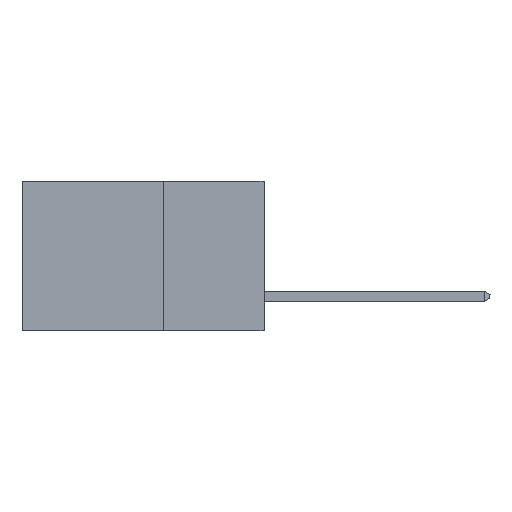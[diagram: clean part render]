
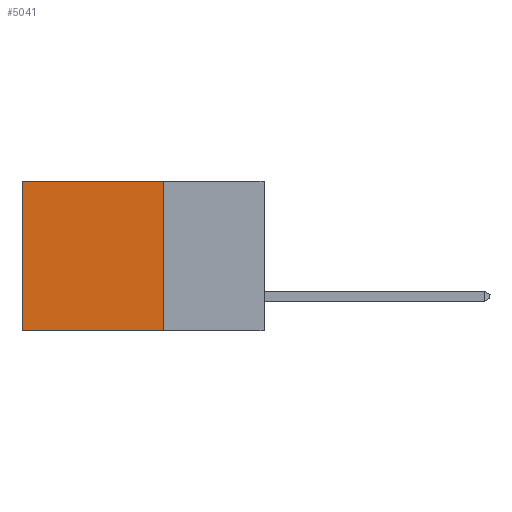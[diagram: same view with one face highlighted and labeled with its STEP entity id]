
A CAD part, left-side view. The second image highlights one B-rep face of the part: STEP entity #5041.
In plain terms, the highlighted planar face has unit normal (-1, 0, 0).
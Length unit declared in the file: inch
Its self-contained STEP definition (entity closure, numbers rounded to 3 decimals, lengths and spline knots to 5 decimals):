
#983 = CARTESIAN_POINT ( 'NONE',  ( 0.298, 0.25, 0. ) ) ;
#1580 = CARTESIAN_POINT ( 'NONE',  ( 0.298, 0.25, 0. ) ) ;
#2273 = DIRECTION ( 'NONE',  ( 0., 1., 0. ) ) ;
#3880 = VERTEX_POINT ( 'NONE', #19355 ) ;
#4466 = AXIS2_PLACEMENT_3D ( 'NONE', #1580, #17048, #11728 ) ;
#4838 = ORIENTED_EDGE ( 'NONE', *, *, #9127, .F. ) ;
#5041 = ADVANCED_FACE ( 'NONE', ( #9015 ), #21885, .F. ) ;
#5116 = CARTESIAN_POINT ( 'NONE',  ( 0.298, 0.6, -0.37 ) ) ;
#5514 = DIRECTION ( 'NONE',  ( 0., 0., -1. ) ) ;
#5639 = LINE ( 'NONE', #20878, #7779 ) ;
#6661 = EDGE_LOOP ( 'NONE', ( #16642, #10952, #4838, #17683 ) ) ;
#7066 = VECTOR ( 'NONE', #5514, 39.37008 ) ;
#7686 = VECTOR ( 'NONE', #9314, 39.37008 ) ;
#7779 = VECTOR ( 'NONE', #10591, 39.37008 ) ;
#9015 = FACE_OUTER_BOUND ( 'NONE', #6661, .T. ) ;
#9052 = CARTESIAN_POINT ( 'NONE',  ( 0.298, 0.25, 0. ) ) ;
#9127 = EDGE_CURVE ( 'NONE', #15727, #17234, #10042, .T. ) ;
#9314 = DIRECTION ( 'NONE',  ( 0., 0., -1. ) ) ;
#10042 = LINE ( 'NONE', #19610, #7686 ) ;
#10591 = DIRECTION ( 'NONE',  ( 0., 1., 0. ) ) ;
#10952 = ORIENTED_EDGE ( 'NONE', *, *, #11950, .F. ) ;
#11728 = DIRECTION ( 'NONE',  ( 0., 0., -1. ) ) ;
#11950 = EDGE_CURVE ( 'NONE', #17234, #17419, #5639, .T. ) ;
#14225 = EDGE_CURVE ( 'NONE', #15727, #3880, #16964, .T. ) ;
#15658 = CARTESIAN_POINT ( 'NONE',  ( 0.298, 0.6, 0. ) ) ;
#15727 = VERTEX_POINT ( 'NONE', #983 ) ;
#16642 = ORIENTED_EDGE ( 'NONE', *, *, #20721, .T. ) ;
#16964 = LINE ( 'NONE', #9052, #18271 ) ;
#17048 = DIRECTION ( 'NONE',  ( 1., 0., 0. ) ) ;
#17234 = VERTEX_POINT ( 'NONE', #20065 ) ;
#17419 = VERTEX_POINT ( 'NONE', #5116 ) ;
#17683 = ORIENTED_EDGE ( 'NONE', *, *, #14225, .T. ) ;
#18271 = VECTOR ( 'NONE', #2273, 39.37008 ) ;
#19355 = CARTESIAN_POINT ( 'NONE',  ( 0.298, 0.6, 0. ) ) ;
#19610 = CARTESIAN_POINT ( 'NONE',  ( 0.298, 0.25, 0. ) ) ;
#20065 = CARTESIAN_POINT ( 'NONE',  ( 0.298, 0.25, -0.37 ) ) ;
#20553 = LINE ( 'NONE', #15658, #7066 ) ;
#20721 = EDGE_CURVE ( 'NONE', #3880, #17419, #20553, .T. ) ;
#20878 = CARTESIAN_POINT ( 'NONE',  ( 0.298, 0.25, -0.37 ) ) ;
#21885 = PLANE ( 'NONE',  #4466 ) ;
